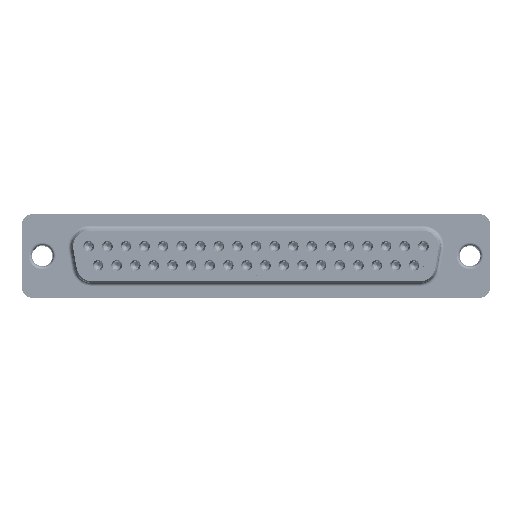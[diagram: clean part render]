
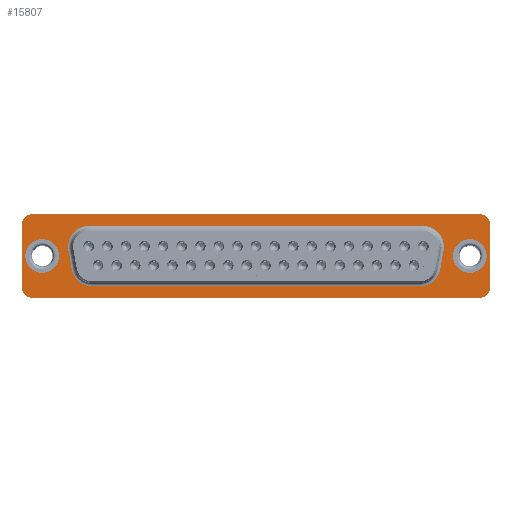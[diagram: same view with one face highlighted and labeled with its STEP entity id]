
A CAD part, top view. The second image highlights one B-rep face of the part: STEP entity #15807.
In plain terms, the highlighted face is planar.
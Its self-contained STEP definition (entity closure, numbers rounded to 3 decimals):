
#1462=CIRCLE('',#18350,2.5);
#1464=CIRCLE('',#18353,2.5);
#1474=CIRCLE('',#18373,1.5);
#1476=CIRCLE('',#18376,1.5);
#1478=CIRCLE('',#18380,1.5);
#1480=CIRCLE('',#18384,1.5);
#1482=CIRCLE('',#18387,3.1);
#1483=CIRCLE('',#18388,3.1);
#1484=CIRCLE('',#18389,3.1);
#1485=CIRCLE('',#18390,3.1);
#4397=ORIENTED_EDGE('',*,*,#7318,.F.);
#4398=ORIENTED_EDGE('',*,*,#7319,.F.);
#4399=ORIENTED_EDGE('',*,*,#7320,.F.);
#4400=ORIENTED_EDGE('',*,*,#7321,.F.);
#4401=ORIENTED_EDGE('',*,*,#7322,.F.);
#4402=ORIENTED_EDGE('',*,*,#7323,.F.);
#4403=ORIENTED_EDGE('',*,*,#7324,.F.);
#4404=ORIENTED_EDGE('',*,*,#7325,.F.);
#4405=ORIENTED_EDGE('',*,*,#7277,.T.);
#4406=ORIENTED_EDGE('',*,*,#7279,.T.);
#4407=ORIENTED_EDGE('',*,*,#7316,.F.);
#4408=ORIENTED_EDGE('',*,*,#7315,.F.);
#4409=ORIENTED_EDGE('',*,*,#7302,.F.);
#4410=ORIENTED_EDGE('',*,*,#7274,.F.);
#4411=ORIENTED_EDGE('',*,*,#7305,.F.);
#4412=ORIENTED_EDGE('',*,*,#7309,.F.);
#4413=ORIENTED_EDGE('',*,*,#7311,.F.);
#4414=ORIENTED_EDGE('',*,*,#7270,.F.);
#7270=EDGE_CURVE('',#9027,#9029,#10183,.T.);
#7274=EDGE_CURVE('',#9031,#9033,#10187,.T.);
#7277=EDGE_CURVE('',#9035,#9035,#1462,.T.);
#7279=EDGE_CURVE('',#9037,#9037,#1464,.T.);
#7302=EDGE_CURVE('',#9033,#9057,#1474,.T.);
#7305=EDGE_CURVE('',#9059,#9031,#1476,.T.);
#7309=EDGE_CURVE('',#9061,#9059,#10206,.T.);
#7311=EDGE_CURVE('',#9029,#9061,#1478,.T.);
#7315=EDGE_CURVE('',#9057,#9064,#10210,.T.);
#7316=EDGE_CURVE('',#9064,#9027,#1480,.T.);
#7318=EDGE_CURVE('',#9065,#9066,#10211,.T.);
#7319=EDGE_CURVE('',#9067,#9065,#1482,.T.);
#7320=EDGE_CURVE('',#9068,#9067,#10212,.T.);
#7321=EDGE_CURVE('',#9069,#9068,#1483,.T.);
#7322=EDGE_CURVE('',#9070,#9069,#10213,.T.);
#7323=EDGE_CURVE('',#9071,#9070,#1484,.T.);
#7324=EDGE_CURVE('',#9072,#9071,#10214,.T.);
#7325=EDGE_CURVE('',#9066,#9072,#1485,.T.);
#9027=VERTEX_POINT('',#31048);
#9029=VERTEX_POINT('',#31051);
#9031=VERTEX_POINT('',#31057);
#9033=VERTEX_POINT('',#31060);
#9035=VERTEX_POINT('',#31066);
#9037=VERTEX_POINT('',#31071);
#9057=VERTEX_POINT('',#31124);
#9059=VERTEX_POINT('',#31130);
#9061=VERTEX_POINT('',#31136);
#9064=VERTEX_POINT('',#31146);
#9065=VERTEX_POINT('',#31154);
#9066=VERTEX_POINT('',#31155);
#9067=VERTEX_POINT('',#31157);
#9068=VERTEX_POINT('',#31159);
#9069=VERTEX_POINT('',#31161);
#9070=VERTEX_POINT('',#31163);
#9071=VERTEX_POINT('',#31165);
#9072=VERTEX_POINT('',#31167);
#10183=LINE('',#31050,#11225);
#10187=LINE('',#31059,#11229);
#10206=LINE('',#31138,#11248);
#10210=LINE('',#31148,#11252);
#10211=LINE('',#31153,#11253);
#10212=LINE('',#31158,#11254);
#10213=LINE('',#31162,#11255);
#10214=LINE('',#31166,#11256);
#11225=VECTOR('',#21688,1000.);
#11229=VECTOR('',#21694,1000.);
#11248=VECTOR('',#21773,1000.);
#11252=VECTOR('',#21785,1000.);
#11253=VECTOR('',#21794,1000.);
#11254=VECTOR('',#21797,1000.);
#11255=VECTOR('',#21800,1000.);
#11256=VECTOR('',#21803,1000.);
#12717=EDGE_LOOP('',(#4397,#4398,#4399,#4400,#4401,#4402,#4403,#4404));
#12718=EDGE_LOOP('',(#4405));
#12719=EDGE_LOOP('',(#4406));
#12720=EDGE_LOOP('',(#4407,#4408,#4409,#4410,#4411,#4412,#4413,#4414));
#14177=FACE_BOUND('',#12717,.T.);
#14178=FACE_BOUND('',#12718,.T.);
#14179=FACE_BOUND('',#12719,.T.);
#14180=FACE_BOUND('',#12720,.T.);
#14986=PLANE('',#18386);
#15807=ADVANCED_FACE('',(#14177,#14178,#14179,#14180),#14986,.F.);
#18350=AXIS2_PLACEMENT_3D('',#31065,#21699,#21700);
#18353=AXIS2_PLACEMENT_3D('',#31070,#21705,#21706);
#18373=AXIS2_PLACEMENT_3D('',#31123,#21758,#21759);
#18376=AXIS2_PLACEMENT_3D('',#31129,#21765,#21766);
#18380=AXIS2_PLACEMENT_3D('',#31141,#21777,#21778);
#18384=AXIS2_PLACEMENT_3D('',#31150,#21788,#21789);
#18386=AXIS2_PLACEMENT_3D('',#31152,#21792,#21793);
#18387=AXIS2_PLACEMENT_3D('',#31156,#21795,#21796);
#18388=AXIS2_PLACEMENT_3D('',#31160,#21798,#21799);
#18389=AXIS2_PLACEMENT_3D('',#31164,#21801,#21802);
#18390=AXIS2_PLACEMENT_3D('',#31168,#21804,#21805);
#21688=DIRECTION('',(-1.,0.,0.));
#21694=DIRECTION('',(1.,0.,0.));
#21699=DIRECTION('',(0.,0.,1.));
#21700=DIRECTION('',(-1.,0.,0.));
#21705=DIRECTION('',(0.,0.,1.));
#21706=DIRECTION('',(-1.,0.,0.));
#21758=DIRECTION('',(0.,0.,1.));
#21759=DIRECTION('',(0.707,-0.707,0.));
#21765=DIRECTION('',(0.,0.,1.));
#21766=DIRECTION('',(-0.707,-0.707,0.));
#21773=DIRECTION('',(0.,-1.,0.));
#21777=DIRECTION('',(0.,0.,1.));
#21778=DIRECTION('',(-0.707,0.707,0.));
#21785=DIRECTION('',(0.,1.,0.));
#21788=DIRECTION('',(0.,0.,1.));
#21789=DIRECTION('',(0.707,0.707,0.));
#21792=DIRECTION('',(0.,0.,1.));
#21793=DIRECTION('',(1.,0.,0.));
#21794=DIRECTION('',(-1.,0.,0.));
#21795=DIRECTION('',(0.,0.,-1.));
#21796=DIRECTION('',(0.643,-0.766,0.));
#21797=DIRECTION('',(-0.174,-0.985,0.));
#21798=DIRECTION('',(0.,0.,-1.));
#21799=DIRECTION('',(0.766,0.643,0.));
#21800=DIRECTION('',(1.,0.,0.));
#21801=DIRECTION('',(0.,0.,-1.));
#21802=DIRECTION('',(-0.766,0.643,0.));
#21803=DIRECTION('',(-0.174,0.985,0.));
#21804=DIRECTION('',(0.,0.,-1.));
#21805=DIRECTION('',(-0.643,-0.766,0.));
#31048=CARTESIAN_POINT('',(33.25,6.2,-0.4));
#31050=CARTESIAN_POINT('',(34.75,6.2,-0.4));
#31051=CARTESIAN_POINT('',(-33.25,6.2,-0.4));
#31057=CARTESIAN_POINT('',(-33.25,-6.2,-0.4));
#31059=CARTESIAN_POINT('',(-34.75,-6.2,-0.4));
#31060=CARTESIAN_POINT('',(33.25,-6.2,-0.4));
#31065=CARTESIAN_POINT('',(-31.75,0.,-0.4));
#31066=CARTESIAN_POINT('',(-34.25,0.,-0.4));
#31070=CARTESIAN_POINT('',(31.75,0.,-0.4));
#31071=CARTESIAN_POINT('',(29.25,0.,-0.4));
#31123=CARTESIAN_POINT('',(33.25,-4.7,-0.4));
#31124=CARTESIAN_POINT('',(34.75,-4.7,-0.4));
#31129=CARTESIAN_POINT('',(-33.25,-4.7,-0.4));
#31130=CARTESIAN_POINT('',(-34.75,-4.7,-0.4));
#31136=CARTESIAN_POINT('',(-34.75,4.7,-0.4));
#31138=CARTESIAN_POINT('',(-34.75,6.2,-0.4));
#31141=CARTESIAN_POINT('',(-33.25,4.7,-0.4));
#31146=CARTESIAN_POINT('',(34.75,4.7,-0.4));
#31148=CARTESIAN_POINT('',(34.75,-6.2,-0.4));
#31150=CARTESIAN_POINT('',(33.25,4.7,-0.4));
#31152=CARTESIAN_POINT('',(17.296,0.013,-0.4));
#31153=CARTESIAN_POINT('',(8.648,-4.5,-0.4));
#31154=CARTESIAN_POINT('',(24.306,-4.5,-0.4));
#31155=CARTESIAN_POINT('',(-24.306,-4.5,-0.4));
#31156=CARTESIAN_POINT('',(24.306,-1.4,-0.4));
#31157=CARTESIAN_POINT('',(27.359,-1.938,-0.4));
#31158=CARTESIAN_POINT('',(27.374,-1.853,-0.4));
#31159=CARTESIAN_POINT('',(27.853,0.862,-0.4));
#31160=CARTESIAN_POINT('',(24.8,1.4,-0.4));
#31161=CARTESIAN_POINT('',(24.8,4.5,-0.4));
#31162=CARTESIAN_POINT('',(8.648,4.5,-0.4));
#31163=CARTESIAN_POINT('',(-24.8,4.5,-0.4));
#31164=CARTESIAN_POINT('',(-24.8,1.4,-0.4));
#31165=CARTESIAN_POINT('',(-27.853,0.862,-0.4));
#31166=CARTESIAN_POINT('',(-27.1,-3.41,-0.4));
#31167=CARTESIAN_POINT('',(-27.359,-1.938,-0.4));
#31168=CARTESIAN_POINT('',(-24.306,-1.4,-0.4));
